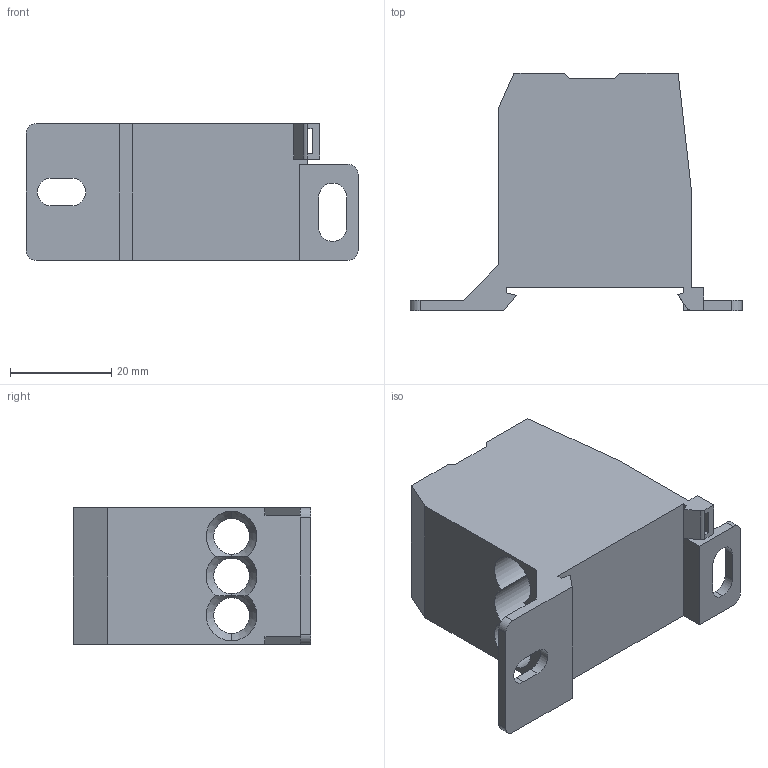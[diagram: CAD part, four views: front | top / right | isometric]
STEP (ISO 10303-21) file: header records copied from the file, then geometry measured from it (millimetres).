
FILE_DESCRIPTION (( 'STEP AP203' ), '1' );
FILE_NAME ('38049AL.step', '2024-07-23T19:29:54', ( '' ), ( '' ), 'SwSTEP 2.0', 'SolidWorks 2023', '' );
FILE_SCHEMA (( 'CONFIG_CONTROL_DESIGN' ));
Length unit declared in the file: inch
Products named in the file (1): 38049AL
Bounding box: 65.5 x 46.8 x 27 mm (x, y, z)
Volume: 34572.2 mm3; surface area: 13024.8 mm2
Topology: 1 solids, 1 shells, 131 faces, 371 edges, 235 vertices
Faces by surface type: cylinder 55, plane 48, cone 28
Entity records: 4426 total; most frequent: CARTESIAN_POINT 887, DIRECTION 748, ORIENTED_EDGE 726, EDGE_CURVE 363, AXIS2_PLACEMENT_3D 272, VERTEX_POINT 235, VECTOR 204, LINE 204
